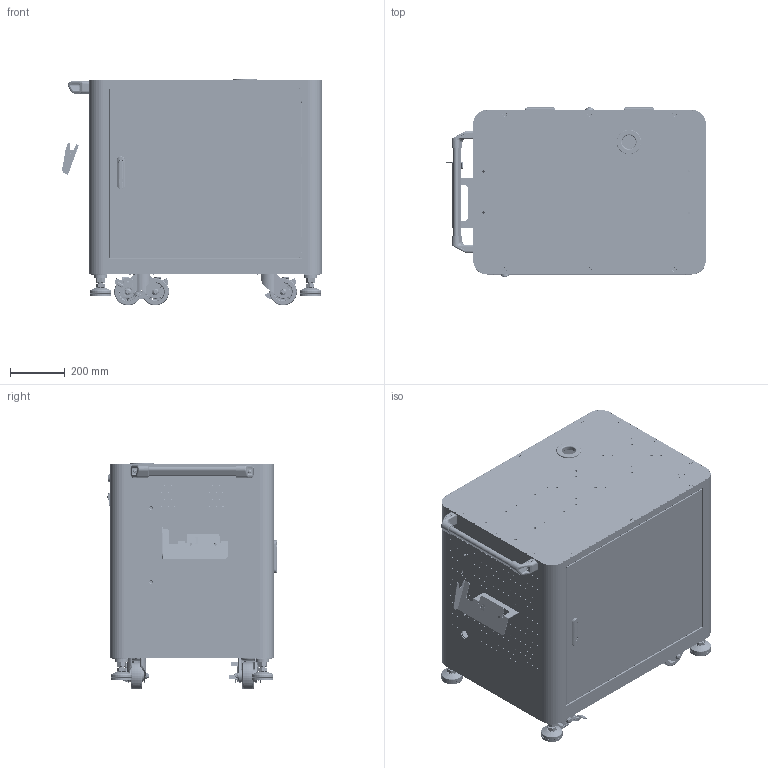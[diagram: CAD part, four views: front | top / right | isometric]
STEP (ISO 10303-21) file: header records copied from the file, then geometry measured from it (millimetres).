
FILE_DESCRIPTION(/* description */ ('Unknown'),/* implementation_level */ '2;1');
FILE_NAME(/* name */ '두산로보틱스',/* time_stamp */ '2023-05-15T10:59:17+09:00',/* author */ ('Unknown'),/* organization */ ('Unknown'),/* preprocessor_version */ 'ST-DEVELOPER v16.7',/* originating_system */ 'Solid Edge',/* authorisation */ 'Unknown');
FILE_SCHEMA (('AUTOMOTIVE_DESIGN {1 0 10303 214 3 1 1}'));
Products named in the file (98): 滴魂肺焊滊炒韹膘姢 1; 001; 001-01; 002; 003; 005; 013; 022; 006; 010; 012; byco-120; 009; Bolt M8x15; M8_辨蕾; DRA-с6; handle-bk; RTP_001-01-01; handle-bk_mir; 017; 012-1; 016; 014; 024; M6 辨蕾; DOOR-ASSY; DRA-020; spring -L; spring-1; spring-2; spring -R; DRA-023; C11 KC-106B; IDLE RING_0; KC-106B(FLANGE)_0; KC-106B(LOCK HANDLE)_0; KC-106B(PLUG)_0; CAM_0; NUT_0; Hex Thin Nut Chamfered GradeAB_ISO(Hexagon Thin Nut ISO - 4035 - M6 -
 S)_0 ...
Assembly tree (169 placements, depth 4):
  滴魂肺焊滊炒韹膘姢 1
    001
    001-01
    002
    003
    005
    013
    022
    006  x2
    010  x2
    012
    byco-120
    009  x2
    Bolt M8x15  x12
    M8_辨蕾  x2
    DRA-с6
      handle-bk
      RTP_001-01-01
      handle-bk_mir
    017  x2
    012-1
    016  x2
    014  x2
    024  x2
    M6 辨蕾  x8
    DOOR-ASSY
      DRA-020
      spring -L
        spring-1
        spring-2
      spring -R
        spring-1
        spring-2
      DRA-023
    C11 KC-106B
      IDLE RING_0
      KC-106B(FLANGE)_0
      KC-106B(LOCK HANDLE)_0
      KC-106B(PLUG)_0
      CAM_0
      NUT_0
      Hex Thin Nut Chamfered GradeAB_ISO(Hexagon Thin Nut ISO - 4035 - M6 -
 S)_0
      Toothed Lock Washer - Internal_KS(KS 1325 I - M20)_0
      toothed lock washer_a_jis(JIS B 1255 A 6)_0
    睡
    KL-17-MFR 78 M20  x4
    408_mir
      410-謝-懍_mi
      410-謝-璋_mi
    CASTER-BK  x2
      018
      M8_辨蕾
    026
    034
    408
      410-謝-eRefs
      410-謝-ean_Korea.949
    TP 剪纂渠 ASSY
      TP-01
    033  x4
Bounding box: 948.08 x 619 x 828.53 mm (x, y, z)
Volume: 26386376 mm3; surface area: 15171489 mm2
Topology: 182 solids, 182 shells, 10621 faces, 26940 edges, 16889 vertices
Faces by surface type: plane 4532, cylinder 2839, bspline 1480, cone 927, torus 573, sphere 270
Full cylindrical faces by diameter (mm): 1 x8, 1.5 x2, 2.5 x2, 3 x5, 3.3 x4, 3.5 x4, 4 x300, 5 x18, 5.4 x2, 5.5 x8, 5.6 x4, 6 x19, 6.5 x6, 7 x2, 7.188 x12, 8 x216, 9 x63, 9.5 x2, 10 x18, 10.656 x2, 11 x19, 11.1 x1, 12 x8, 12.5 x2, 13 x13, 14.55 x12, 15 x8, 15.2 x8, 16 x9, 18 x12
Entity records: 191052 total; most frequent: CARTESIAN_POINT 66383, ORIENTED_EDGE 24740, DIRECTION 23803, EDGE_CURVE 12370, AXIS2_PLACEMENT_3D 8731, VERTEX_POINT 8321, FACE_BOUND 7099, EDGE_LOOP 7095
